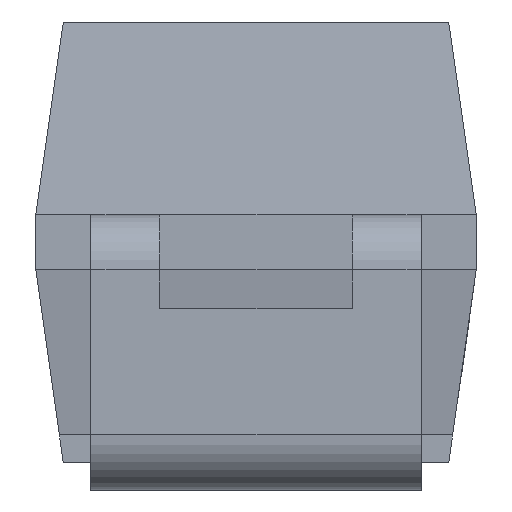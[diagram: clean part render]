
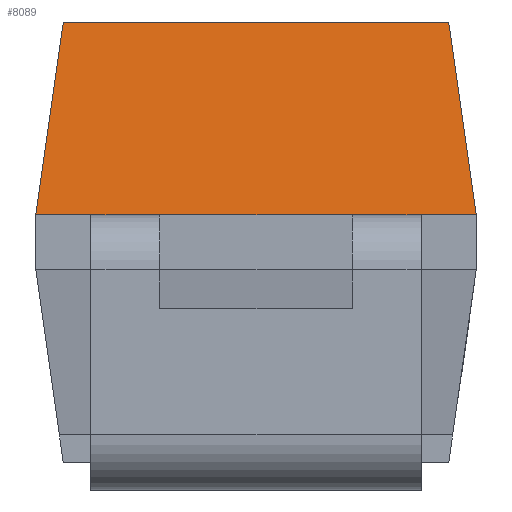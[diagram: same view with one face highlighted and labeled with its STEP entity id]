
A CAD part, left-side view. The second image highlights one B-rep face of the part: STEP entity #8089.
In plain terms, the highlighted planar face has unit normal (-0.99, 0, 0.141).
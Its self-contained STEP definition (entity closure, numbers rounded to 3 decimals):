
#140 = ORIENTED_EDGE ( 'NONE', *, *, #7648, .F. ) ;
#173 = VECTOR ( 'NONE', #18669, 1000. ) ;
#177 = DIRECTION ( 'NONE',  ( -0.14, -0.14, -0.98 ) ) ;
#856 = CARTESIAN_POINT ( 'NONE',  ( -1.4, 0.8, 0.1 ) ) ;
#1495 = LINE ( 'NONE', #7999, #6924 ) ;
#2040 = LINE ( 'NONE', #17880, #3831 ) ;
#2122 = EDGE_CURVE ( 'NONE', #8643, #3409, #20185, .T. ) ;
#2392 = ORIENTED_EDGE ( 'NONE', *, *, #14208, .F. ) ;
#3311 = DIRECTION ( 'NONE',  ( 0., 1., 0. ) ) ;
#3409 = VERTEX_POINT ( 'NONE', #19637 ) ;
#3831 = VECTOR ( 'NONE', #11608, 1000. ) ;
#3862 = VECTOR ( 'NONE', #16096, 1000. ) ;
#4132 = CARTESIAN_POINT ( 'NONE',  ( -1.3, -0.7, 0.8 ) ) ;
#4347 = EDGE_LOOP ( 'NONE', ( #7697, #6407, #140, #2392, #9370, #17167, #7945, #9702 ) ) ;
#4656 = CARTESIAN_POINT ( 'NONE',  ( -1.4, 0.6, 0.1 ) ) ;
#4694 = VERTEX_POINT ( 'NONE', #4656 ) ;
#4904 = VERTEX_POINT ( 'NONE', #6798 ) ;
#5335 = CARTESIAN_POINT ( 'NONE',  ( -1.4, 0.8, 0.1 ) ) ;
#6213 = PLANE ( 'NONE',  #7132 ) ;
#6407 = ORIENTED_EDGE ( 'NONE', *, *, #7023, .F. ) ;
#6708 = EDGE_CURVE ( 'NONE', #4904, #17906, #7224, .T. ) ;
#6726 = EDGE_CURVE ( 'NONE', #7431, #7280, #15377, .T. ) ;
#6798 = CARTESIAN_POINT ( 'NONE',  ( -1.3, 0.7, 0.8 ) ) ;
#6924 = VECTOR ( 'NONE', #20934, 1000. ) ;
#7023 = EDGE_CURVE ( 'NONE', #4694, #17906, #17698, .T. ) ;
#7132 = AXIS2_PLACEMENT_3D ( 'NONE', #16272, #18197, #3311 ) ;
#7166 = VERTEX_POINT ( 'NONE', #15325 ) ;
#7224 = LINE ( 'NONE', #17197, #173 ) ;
#7280 = VERTEX_POINT ( 'NONE', #15212 ) ;
#7431 = VERTEX_POINT ( 'NONE', #20967 ) ;
#7648 = EDGE_CURVE ( 'NONE', #7166, #4694, #18343, .T. ) ;
#7697 = ORIENTED_EDGE ( 'NONE', *, *, #6708, .T. ) ;
#7945 = ORIENTED_EDGE ( 'NONE', *, *, #2122, .F. ) ;
#7999 = CARTESIAN_POINT ( 'NONE',  ( -1.3, -0.8, 0.8 ) ) ;
#8089 = ADVANCED_FACE ( 'NONE', ( #15848 ), #6213, .T. ) ;
#8249 = CARTESIAN_POINT ( 'NONE',  ( -1.286, -0.686, 0.896 ) ) ;
#8643 = VERTEX_POINT ( 'NONE', #4132 ) ;
#8920 = LINE ( 'NONE', #856, #13919 ) ;
#9370 = ORIENTED_EDGE ( 'NONE', *, *, #6726, .F. ) ;
#9396 = CARTESIAN_POINT ( 'NONE',  ( -1.4, 0.8, 0.1 ) ) ;
#9431 = EDGE_CURVE ( 'NONE', #3409, #7431, #8920, .T. ) ;
#9464 = VECTOR ( 'NONE', #14938, 1000. ) ;
#9702 = ORIENTED_EDGE ( 'NONE', *, *, #12975, .F. ) ;
#10591 = CARTESIAN_POINT ( 'NONE',  ( -1.4, -0.6, 0.1 ) ) ;
#11608 = DIRECTION ( 'NONE',  ( 0., 1., 0. ) ) ;
#12975 = EDGE_CURVE ( 'NONE', #4904, #8643, #1495, .T. ) ;
#13686 = VECTOR ( 'NONE', #17092, 1000. ) ;
#13919 = VECTOR ( 'NONE', #19124, 1000. ) ;
#14208 = EDGE_CURVE ( 'NONE', #7280, #7166, #2040, .T. ) ;
#14938 = DIRECTION ( 'NONE',  ( 0., 1., 0. ) ) ;
#15212 = CARTESIAN_POINT ( 'NONE',  ( -1.4, -0.35, 0.1 ) ) ;
#15325 = CARTESIAN_POINT ( 'NONE',  ( -1.4, 0.35, 0.1 ) ) ;
#15377 = LINE ( 'NONE', #10591, #13686 ) ;
#15848 = FACE_OUTER_BOUND ( 'NONE', #4347, .T. ) ;
#16096 = DIRECTION ( 'NONE',  ( 0., 1., 0. ) ) ;
#16147 = CARTESIAN_POINT ( 'NONE',  ( -1.4, -0.6, 0.1 ) ) ;
#16272 = CARTESIAN_POINT ( 'NONE',  ( -1.3, 0., 0.8 ) ) ;
#17092 = DIRECTION ( 'NONE',  ( 0., 1., 0. ) ) ;
#17167 = ORIENTED_EDGE ( 'NONE', *, *, #9431, .F. ) ;
#17197 = CARTESIAN_POINT ( 'NONE',  ( -1.275, 0.675, 0.978 ) ) ;
#17698 = LINE ( 'NONE', #9396, #3862 ) ;
#17880 = CARTESIAN_POINT ( 'NONE',  ( -1.4, -0.6, 0.1 ) ) ;
#17906 = VERTEX_POINT ( 'NONE', #5335 ) ;
#18197 = DIRECTION ( 'NONE',  ( -0.99, 0., 0.141 ) ) ;
#18343 = LINE ( 'NONE', #16147, #9464 ) ;
#18472 = VECTOR ( 'NONE', #177, 1000. ) ;
#18669 = DIRECTION ( 'NONE',  ( -0.14, 0.14, -0.98 ) ) ;
#19124 = DIRECTION ( 'NONE',  ( 0., 1., 0. ) ) ;
#19637 = CARTESIAN_POINT ( 'NONE',  ( -1.4, -0.8, 0.1 ) ) ;
#20185 = LINE ( 'NONE', #8249, #18472 ) ;
#20934 = DIRECTION ( 'NONE',  ( 0., -1., 0. ) ) ;
#20967 = CARTESIAN_POINT ( 'NONE',  ( -1.4, -0.6, 0.1 ) ) ;
